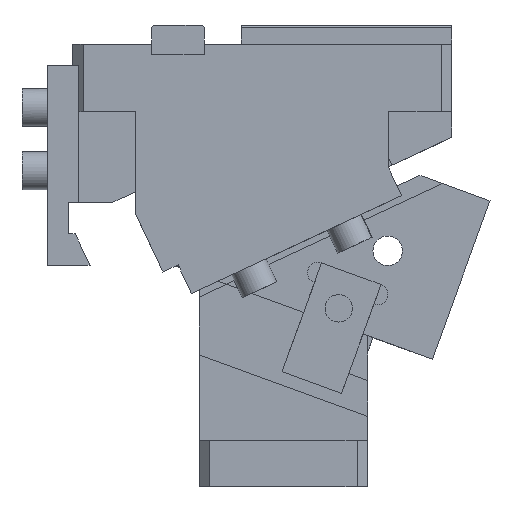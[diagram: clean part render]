
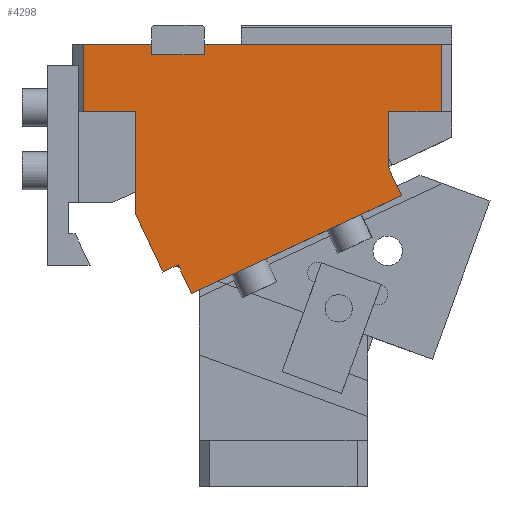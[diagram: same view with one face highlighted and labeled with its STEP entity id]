
A CAD part, front view. The second image highlights one B-rep face of the part: STEP entity #4298.
In plain terms, the highlighted planar face has unit normal (0, -1, 0).
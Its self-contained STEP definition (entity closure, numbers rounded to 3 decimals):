
#84=CARTESIAN_POINT('Vertex',(5.,-57.5,-32.)) ;
#87=CARTESIAN_POINT('Line Origine',(5.,-57.5,-16.)) ;
#91=CARTESIAN_POINT('Vertex',(5.,-57.5,0.)) ;
#120=CARTESIAN_POINT('Line Origine',(21.25,-57.5,0.)) ;
#124=CARTESIAN_POINT('Vertex',(37.5,-57.5,0.)) ;
#235=CARTESIAN_POINT('Line Origine',(37.5,-57.5,-2.5)) ;
#239=CARTESIAN_POINT('Vertex',(37.5,-57.5,-5.)) ;
#259=CARTESIAN_POINT('Line Origine',(50.,-57.5,-5.)) ;
#263=CARTESIAN_POINT('Vertex',(62.5,-57.5,-5.)) ;
#297=CARTESIAN_POINT('Line Origine',(62.5,-57.5,-2.5)) ;
#301=CARTESIAN_POINT('Vertex',(62.5,-57.5,0.)) ;
#429=CARTESIAN_POINT('Line Origine',(118.75,-57.5,0.)) ;
#433=CARTESIAN_POINT('Vertex',(175.,-57.5,0.)) ;
#536=CARTESIAN_POINT('Line Origine',(175.,-57.5,-16.)) ;
#540=CARTESIAN_POINT('Vertex',(175.,-57.5,-32.)) ;
#571=CARTESIAN_POINT('Vertex',(150.,-57.5,-32.)) ;
#588=CARTESIAN_POINT('Line Origine',(162.5,-57.5,-32.)) ;
#628=CARTESIAN_POINT('Vertex',(150.,-57.5,-58.121)) ;
#638=CARTESIAN_POINT('Line Origine',(150.,-57.5,-45.061)) ;
#655=CARTESIAN_POINT('Line Origine',(149.887,-57.5,-58.174)) ;
#659=CARTESIAN_POINT('Vertex',(149.775,-57.5,-58.226)) ;
#686=CARTESIAN_POINT('Line Origine',(152.945,-57.5,-65.023)) ;
#690=CARTESIAN_POINT('Vertex',(156.114,-57.5,-71.821)) ;
#725=CARTESIAN_POINT('Line Origine',(106.267,-57.5,-95.065)) ;
#729=CARTESIAN_POINT('Vertex',(56.42,-57.5,-118.309)) ;
#796=CARTESIAN_POINT('Vertex',(50.081,-57.5,-104.714)) ;
#813=CARTESIAN_POINT('Line Origine',(53.251,-57.5,-111.511)) ;
#4248=CARTESIAN_POINT('Axis2P3D Location',(0.,-57.5,0.)) ;
#4253=CARTESIAN_POINT('Line Origine',(36.415,-57.5,-94.337)) ;
#4257=CARTESIAN_POINT('Vertex',(42.831,-57.5,-108.095)) ;
#4259=CARTESIAN_POINT('Vertex',(30.,-57.5,-80.58)) ;
#4262=CARTESIAN_POINT('Line Origine',(46.456,-57.5,-106.405)) ;
#4267=CARTESIAN_POINT('Line Origine',(17.5,-57.5,-32.)) ;
#4271=CARTESIAN_POINT('Vertex',(30.,-57.5,-32.)) ;
#4274=CARTESIAN_POINT('Line Origine',(30.,-57.5,-56.29)) ;
#88=DIRECTION('Vector Direction',(0.,0.,-1.)) ;
#121=DIRECTION('Vector Direction',(1.,0.,0.)) ;
#236=DIRECTION('Vector Direction',(0.,0.,1.)) ;
#260=DIRECTION('Vector Direction',(1.,0.,0.)) ;
#298=DIRECTION('Vector Direction',(0.,0.,-1.)) ;
#430=DIRECTION('Vector Direction',(1.,0.,0.)) ;
#537=DIRECTION('Vector Direction',(0.,0.,1.)) ;
#589=DIRECTION('Vector Direction',(-1.,0.,0.)) ;
#639=DIRECTION('Vector Direction',(0.,0.,1.)) ;
#656=DIRECTION('Vector Direction',(-0.906,0.,-0.423)) ;
#687=DIRECTION('Vector Direction',(-0.423,0.,0.906)) ;
#726=DIRECTION('Vector Direction',(-0.906,0.,-0.423)) ;
#814=DIRECTION('Vector Direction',(-0.423,0.,0.906)) ;
#4249=DIRECTION('Axis2P3D Direction',(0.,1.,0.)) ;
#4250=DIRECTION('Axis2P3D XDirection',(0.,0.,1.)) ;
#4254=DIRECTION('Vector Direction',(-0.423,0.,0.906)) ;
#4263=DIRECTION('Vector Direction',(-0.906,0.,-0.423)) ;
#4268=DIRECTION('Vector Direction',(-1.,0.,0.)) ;
#4275=DIRECTION('Vector Direction',(0.,0.,-1.)) ;
#4251=AXIS2_PLACEMENT_3D('Plane Axis2P3D',#4248,#4249,#4250) ;
#4280=ORIENTED_EDGE('',*,*,#4261,.F.) ;
#4281=ORIENTED_EDGE('',*,*,#4266,.F.) ;
#4282=ORIENTED_EDGE('',*,*,#817,.F.) ;
#4283=ORIENTED_EDGE('',*,*,#731,.F.) ;
#4284=ORIENTED_EDGE('',*,*,#692,.T.) ;
#4285=ORIENTED_EDGE('',*,*,#661,.F.) ;
#4286=ORIENTED_EDGE('',*,*,#642,.T.) ;
#4287=ORIENTED_EDGE('',*,*,#592,.F.) ;
#4288=ORIENTED_EDGE('',*,*,#542,.T.) ;
#4289=ORIENTED_EDGE('',*,*,#435,.F.) ;
#4290=ORIENTED_EDGE('',*,*,#303,.T.) ;
#4291=ORIENTED_EDGE('',*,*,#265,.F.) ;
#4292=ORIENTED_EDGE('',*,*,#241,.T.) ;
#4293=ORIENTED_EDGE('',*,*,#126,.F.) ;
#4294=ORIENTED_EDGE('',*,*,#93,.T.) ;
#4295=ORIENTED_EDGE('',*,*,#4273,.F.) ;
#4296=ORIENTED_EDGE('',*,*,#4278,.T.) ;
#89=VECTOR('Line Direction',#88,1.) ;
#122=VECTOR('Line Direction',#121,1.) ;
#237=VECTOR('Line Direction',#236,1.) ;
#261=VECTOR('Line Direction',#260,1.) ;
#299=VECTOR('Line Direction',#298,1.) ;
#431=VECTOR('Line Direction',#430,1.) ;
#538=VECTOR('Line Direction',#537,1.) ;
#590=VECTOR('Line Direction',#589,1.) ;
#640=VECTOR('Line Direction',#639,1.) ;
#657=VECTOR('Line Direction',#656,1.) ;
#688=VECTOR('Line Direction',#687,1.) ;
#727=VECTOR('Line Direction',#726,1.) ;
#815=VECTOR('Line Direction',#814,1.) ;
#4255=VECTOR('Line Direction',#4254,1.) ;
#4264=VECTOR('Line Direction',#4263,1.) ;
#4269=VECTOR('Line Direction',#4268,1.) ;
#4276=VECTOR('Line Direction',#4275,1.) ;
#4298=ADVANCED_FACE('CAM HOLDER',(#4297),#4252,.F.) ;
#93=EDGE_CURVE('',#92,#85,#90,.T.) ;
#126=EDGE_CURVE('',#92,#125,#123,.T.) ;
#241=EDGE_CURVE('',#240,#125,#238,.T.) ;
#265=EDGE_CURVE('',#240,#264,#262,.T.) ;
#303=EDGE_CURVE('',#302,#264,#300,.T.) ;
#435=EDGE_CURVE('',#302,#434,#432,.T.) ;
#542=EDGE_CURVE('',#541,#434,#539,.T.) ;
#592=EDGE_CURVE('',#541,#572,#591,.T.) ;
#642=EDGE_CURVE('',#629,#572,#641,.T.) ;
#661=EDGE_CURVE('',#629,#660,#658,.T.) ;
#692=EDGE_CURVE('',#691,#660,#689,.T.) ;
#731=EDGE_CURVE('',#691,#730,#728,.T.) ;
#817=EDGE_CURVE('',#730,#797,#816,.T.) ;
#4261=EDGE_CURVE('',#4258,#4260,#4256,.T.) ;
#4266=EDGE_CURVE('',#797,#4258,#4265,.T.) ;
#4273=EDGE_CURVE('',#4272,#85,#4270,.T.) ;
#4278=EDGE_CURVE('',#4272,#4260,#4277,.T.) ;
#4279=EDGE_LOOP('',(#4280,#4281,#4282,#4283,#4284,#4285,#4286,#4287,#4288,#4289,#4290,#4291,#4292,#4293,#4294,#4295,#4296)) ;
#4297=FACE_OUTER_BOUND('',#4279,.T.) ;
#90=LINE('Line',#87,#89) ;
#123=LINE('Line',#120,#122) ;
#238=LINE('Line',#235,#237) ;
#262=LINE('Line',#259,#261) ;
#300=LINE('Line',#297,#299) ;
#432=LINE('Line',#429,#431) ;
#539=LINE('Line',#536,#538) ;
#591=LINE('Line',#588,#590) ;
#641=LINE('Line',#638,#640) ;
#658=LINE('Line',#655,#657) ;
#689=LINE('Line',#686,#688) ;
#728=LINE('Line',#725,#727) ;
#816=LINE('Line',#813,#815) ;
#4256=LINE('Line',#4253,#4255) ;
#4265=LINE('Line',#4262,#4264) ;
#4270=LINE('Line',#4267,#4269) ;
#4277=LINE('Line',#4274,#4276) ;
#4252=PLANE('Plane',#4251) ;
#85=VERTEX_POINT('',#84) ;
#92=VERTEX_POINT('',#91) ;
#125=VERTEX_POINT('',#124) ;
#240=VERTEX_POINT('',#239) ;
#264=VERTEX_POINT('',#263) ;
#302=VERTEX_POINT('',#301) ;
#434=VERTEX_POINT('',#433) ;
#541=VERTEX_POINT('',#540) ;
#572=VERTEX_POINT('',#571) ;
#629=VERTEX_POINT('',#628) ;
#660=VERTEX_POINT('',#659) ;
#691=VERTEX_POINT('',#690) ;
#730=VERTEX_POINT('',#729) ;
#797=VERTEX_POINT('',#796) ;
#4258=VERTEX_POINT('',#4257) ;
#4260=VERTEX_POINT('',#4259) ;
#4272=VERTEX_POINT('',#4271) ;
